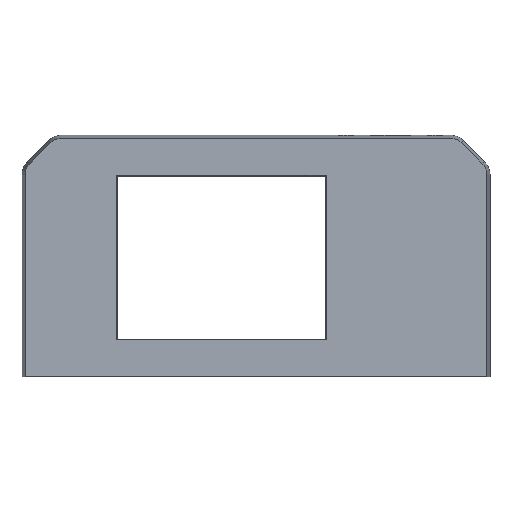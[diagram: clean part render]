
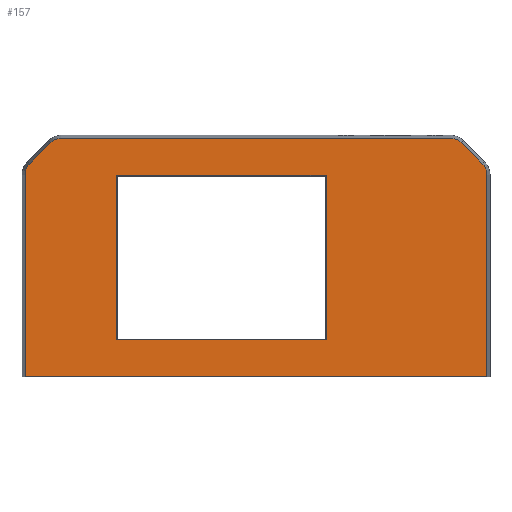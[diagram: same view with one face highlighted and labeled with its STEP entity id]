
A CAD part, front view. The second image highlights one B-rep face of the part: STEP entity #157.
In plain terms, the highlighted planar face has unit normal (0, -1, 0).
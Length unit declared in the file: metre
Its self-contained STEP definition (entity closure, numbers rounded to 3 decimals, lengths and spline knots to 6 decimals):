
#157 = ADVANCED_FACE( '', ( #383, #384 ), #385, .T. );
#383 = FACE_BOUND( '', #688, .T. );
#384 = FACE_OUTER_BOUND( '', #689, .T. );
#385 = PLANE( '', #690 );
#688 = EDGE_LOOP( '', ( #1122, #1123, #1124, #1125 ) );
#689 = EDGE_LOOP( '', ( #1126, #1127, #1128, #1129, #1130, #1131, #1132, #1133, #1134, #1135 ) );
#690 = AXIS2_PLACEMENT_3D( '', #1136, #1137, #1138 );
#1122 = ORIENTED_EDGE( '', *, *, #1770, .T. );
#1123 = ORIENTED_EDGE( '', *, *, #1771, .T. );
#1124 = ORIENTED_EDGE( '', *, *, #1772, .T. );
#1125 = ORIENTED_EDGE( '', *, *, #1773, .T. );
#1126 = ORIENTED_EDGE( '', *, *, #1774, .T. );
#1127 = ORIENTED_EDGE( '', *, *, #1775, .T. );
#1128 = ORIENTED_EDGE( '', *, *, #1684, .T. );
#1129 = ORIENTED_EDGE( '', *, *, #1767, .T. );
#1130 = ORIENTED_EDGE( '', *, *, #1776, .T. );
#1131 = ORIENTED_EDGE( '', *, *, #1777, .T. );
#1132 = ORIENTED_EDGE( '', *, *, #1778, .T. );
#1133 = ORIENTED_EDGE( '', *, *, #1701, .T. );
#1134 = ORIENTED_EDGE( '', *, *, #1779, .F. );
#1135 = ORIENTED_EDGE( '', *, *, #1780, .F. );
#1136 = CARTESIAN_POINT( '', ( 0., -0.024, 0. ) );
#1137 = DIRECTION( '', ( 0., -1., 0. ) );
#1138 = DIRECTION( '', ( 1., 0., 0. ) );
#1684 = EDGE_CURVE( '', #2006, #2007, #2008, .T. );
#1701 = EDGE_CURVE( '', #2035, #2036, #2037, .T. );
#1767 = EDGE_CURVE( '', #2007, #2144, #2145, .T. );
#1770 = EDGE_CURVE( '', #2148, #2149, #2150, .T. );
#1771 = EDGE_CURVE( '', #2149, #2151, #2152, .T. );
#1772 = EDGE_CURVE( '', #2151, #2153, #2154, .T. );
#1773 = EDGE_CURVE( '', #2153, #2148, #2155, .T. );
#1774 = EDGE_CURVE( '', #2156, #2157, #2158, .F. );
#1775 = EDGE_CURVE( '', #2157, #2006, #2159, .T. );
#1776 = EDGE_CURVE( '', #2144, #2160, #2161, .F. );
#1777 = EDGE_CURVE( '', #2160, #2162, #2163, .T. );
#1778 = EDGE_CURVE( '', #2162, #2035, #2164, .T. );
#1779 = EDGE_CURVE( '', #2165, #2036, #2166, .T. );
#1780 = EDGE_CURVE( '', #2156, #2165, #2167, .T. );
#2006 = VERTEX_POINT( '', #2455 );
#2007 = VERTEX_POINT( '', #2456 );
#2008 = LINE( '', #2457, #2458 );
#2035 = VERTEX_POINT( '', #2493 );
#2036 = VERTEX_POINT( '', #2494 );
#2037 = CIRCLE( '', #2495, 0.005 );
#2144 = VERTEX_POINT( '', #2630 );
#2145 = CIRCLE( '', #2631, 0.005 );
#2148 = VERTEX_POINT( '', #2635 );
#2149 = VERTEX_POINT( '', #2636 );
#2150 = LINE( '', #2637, #2638 );
#2151 = VERTEX_POINT( '', #2639 );
#2152 = LINE( '', #2640, #2641 );
#2153 = VERTEX_POINT( '', #2642 );
#2154 = LINE( '', #2643, #2644 );
#2155 = LINE( '', #2645, #2646 );
#2156 = VERTEX_POINT( '', #2647 );
#2157 = VERTEX_POINT( '', #2648 );
#2158 = LINE( '', #2649, #2650 );
#2159 = CIRCLE( '', #2651, 0.005 );
#2160 = VERTEX_POINT( '', #2652 );
#2161 = LINE( '', #2653, #2654 );
#2162 = VERTEX_POINT( '', #2655 );
#2163 = CIRCLE( '', #2656, 0.005 );
#2164 = LINE( '', #2657, #2658 );
#2165 = VERTEX_POINT( '', #2659 );
#2166 = LINE( '', #2660, #2661 );
#2167 = LINE( '', #2662, #2663 );
#2455 = CARTESIAN_POINT( '', ( 0.075036, -0.024, 0.030964 ) );
#2456 = CARTESIAN_POINT( '', ( 0.067964, -0.024, 0.038036 ) );
#2457 = CARTESIAN_POINT( '', ( 0.053, -0.024, 0.053 ) );
#2458 = VECTOR( '', #2969, 1. );
#2493 = CARTESIAN_POINT( '', ( -0.075036, -0.024, 0.030964 ) );
#2494 = CARTESIAN_POINT( '', ( -0.0765, -0.024, 0.027429 ) );
#2495 = AXIS2_PLACEMENT_3D( '', #2990, #2991, #2992 );
#2630 = CARTESIAN_POINT( '', ( 0.064429, -0.024, 0.0395 ) );
#2631 = AXIS2_PLACEMENT_3D( '', #3093, #3094, #3095 );
#2635 = CARTESIAN_POINT( '', ( -0.0462, -0.024, -0.0272 ) );
#2636 = CARTESIAN_POINT( '', ( -0.0462, -0.024, 0.0272 ) );
#2637 = CARTESIAN_POINT( '', ( -0.0462, -0.024, 0. ) );
#2638 = VECTOR( '', #3097, 1. );
#2639 = CARTESIAN_POINT( '', ( 0.0232, -0.024, 0.0272 ) );
#2640 = CARTESIAN_POINT( '', ( 0., -0.024, 0.0272 ) );
#2641 = VECTOR( '', #3098, 1. );
#2642 = CARTESIAN_POINT( '', ( 0.0232, -0.024, -0.0272 ) );
#2643 = CARTESIAN_POINT( '', ( 0.0232, -0.024, -0.027 ) );
#2644 = VECTOR( '', #3099, 1. );
#2645 = CARTESIAN_POINT( '', ( -0.031, -0.024, -0.0272 ) );
#2646 = VECTOR( '', #3100, 1. );
#2647 = CARTESIAN_POINT( '', ( 0.0765, -0.024, -0.0395 ) );
#2648 = CARTESIAN_POINT( '', ( 0.0765, -0.024, 0.027429 ) );
#2649 = CARTESIAN_POINT( '', ( 0.0765, -0.024, 0. ) );
#2650 = VECTOR( '', #3101, 1. );
#2651 = AXIS2_PLACEMENT_3D( '', #3102, #3103, #3104 );
#2652 = CARTESIAN_POINT( '', ( -0.064429, -0.024, 0.0395 ) );
#2653 = CARTESIAN_POINT( '', ( 0., -0.024, 0.0395 ) );
#2654 = VECTOR( '', #3105, 1. );
#2655 = CARTESIAN_POINT( '', ( -0.067964, -0.024, 0.038036 ) );
#2656 = AXIS2_PLACEMENT_3D( '', #3106, #3107, #3108 );
#2657 = CARTESIAN_POINT( '', ( -0.053, -0.024, 0.053 ) );
#2658 = VECTOR( '', #3109, 1. );
#2659 = CARTESIAN_POINT( '', ( -0.0765, -0.024, -0.0395 ) );
#2660 = CARTESIAN_POINT( '', ( -0.0765, -0.024, 0. ) );
#2661 = VECTOR( '', #3110, 1. );
#2662 = CARTESIAN_POINT( '', ( 0., -0.024, -0.0395 ) );
#2663 = VECTOR( '', #3111, 1. );
#2969 = DIRECTION( '', ( -0.707, 0., 0.707 ) );
#2990 = CARTESIAN_POINT( '', ( -0.0715, -0.024, 0.027429 ) );
#2991 = DIRECTION( '', ( 0., -1., 0. ) );
#2992 = DIRECTION( '', ( 0., 0., -1. ) );
#3093 = CARTESIAN_POINT( '', ( 0.064429, -0.024, 0.0345 ) );
#3094 = DIRECTION( '', ( 0., -1., 0. ) );
#3095 = DIRECTION( '', ( 0., 0., -1. ) );
#3097 = DIRECTION( '', ( 0., 0., 1. ) );
#3098 = DIRECTION( '', ( 1., 0., 0. ) );
#3099 = DIRECTION( '', ( 0., 0., -1. ) );
#3100 = DIRECTION( '', ( -1., 0., 0. ) );
#3101 = DIRECTION( '', ( 0., 0., -1. ) );
#3102 = CARTESIAN_POINT( '', ( 0.0715, -0.024, 0.027429 ) );
#3103 = DIRECTION( '', ( 0., -1., 0. ) );
#3104 = DIRECTION( '', ( 0., 0., -1. ) );
#3105 = DIRECTION( '', ( 1., 0., 0. ) );
#3106 = CARTESIAN_POINT( '', ( -0.064429, -0.024, 0.0345 ) );
#3107 = DIRECTION( '', ( 0., -1., 0. ) );
#3108 = DIRECTION( '', ( 0., 0., -1. ) );
#3109 = DIRECTION( '', ( -0.707, 0., -0.707 ) );
#3110 = DIRECTION( '', ( 0., 0., 1. ) );
#3111 = DIRECTION( '', ( -1., 0., 0. ) );
